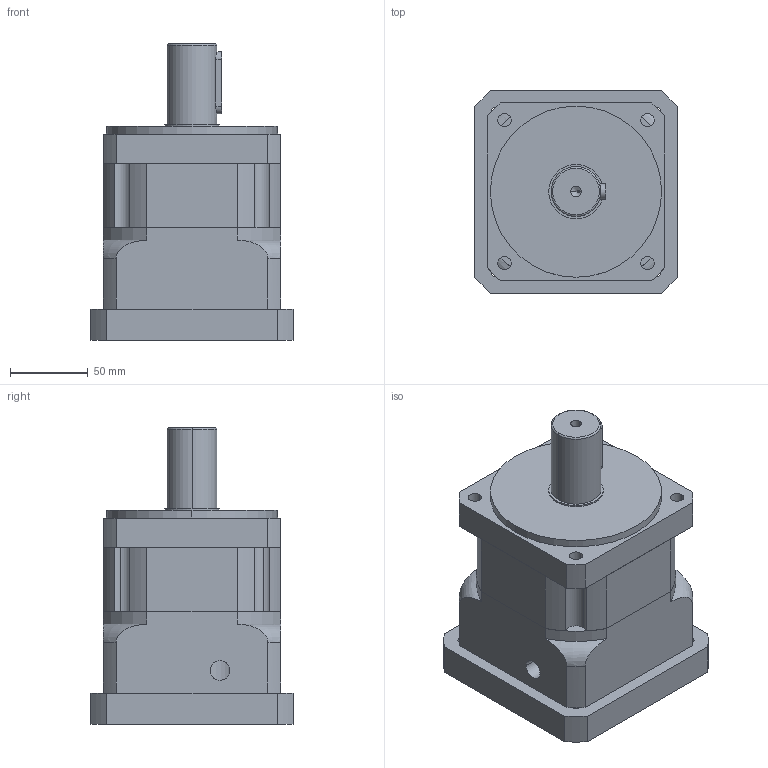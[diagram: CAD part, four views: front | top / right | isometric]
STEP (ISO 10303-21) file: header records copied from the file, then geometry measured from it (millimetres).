
FILE_DESCRIPTION (( 'STEP AP214' ), '1' );
FILE_NAME ('DS120-L1-XX-22-110-145-M8_2019.STEP', '2019-03-18T08:37:56', ( 'Y' ), ( 'NCU' ), 'SwSTEP 2.0', 'SolidWorks 2016', '' );
FILE_SCHEMA (( 'AUTOMOTIVE_DESIGN' ));
Length unit declared in the file: millimetre
Products named in the file (1): DS120-L1-XX-22-110-145-M8_2019
Bounding box: 130 x 130 x 190.5 mm (x, y, z)
Volume: 1605607 mm3; surface area: 197800.9 mm2
Topology: 3 solids, 15 shells, 370 faces, 849 edges, 546 vertices
Faces by surface type: plane 175, cylinder 155, cone 34, torus 6
Entity records: 12301 total; most frequent: CARTESIAN_POINT 2216, DIRECTION 1912, ORIENTED_EDGE 1678, EDGE_CURVE 839, AXIS2_PLACEMENT_3D 718, VERTEX_POINT 546, LINE 476, VECTOR 476
